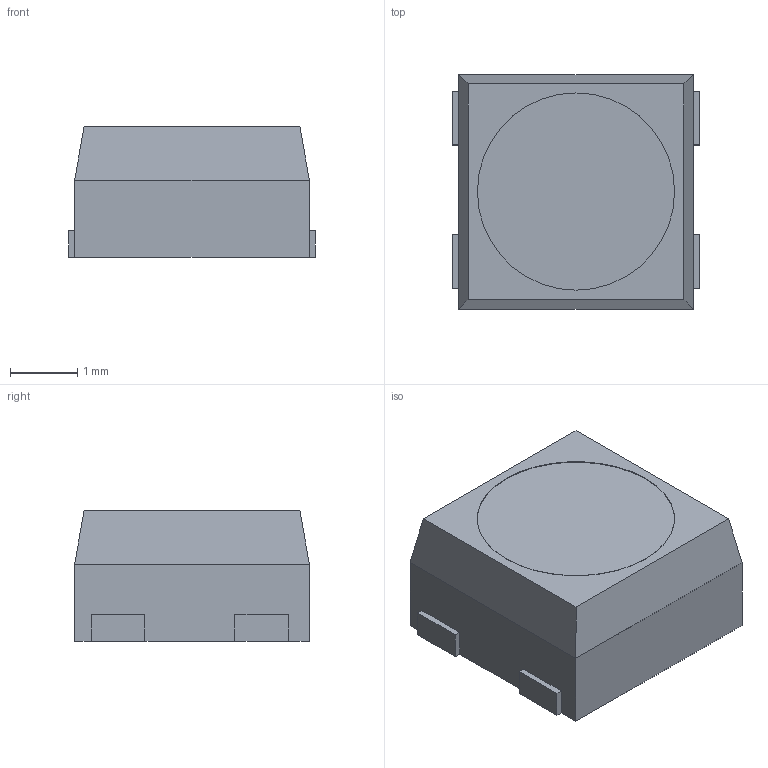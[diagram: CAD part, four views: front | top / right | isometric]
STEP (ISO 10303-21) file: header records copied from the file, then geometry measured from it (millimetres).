
FILE_DESCRIPTION(/* description */ (''),/* implementation_level */ '2;1');
FILE_NAME(/* name */ 'bomba_led v7.step',/* time_stamp */ '2024-01-27T13:51:17+05:30',/* author */ (''),/* organization */ (''),/* preprocessor_version */ 'ST-DEVELOPER v20',/* originating_system */ 'Autodesk Translation Framework v12.14.0.127',/* authorisation */ '');
FILE_SCHEMA (('AUTOMOTIVE_DESIGN { 1 0 10303 214 3 1 1 }'));
Length unit declared in the file: millimetre
Products named in the file (2): bomba_led; tsar_led
Assembly tree (1 placements, depth 2):
  bomba_led
    tsar_led
Bounding box: 3.68 x 3.5 x 1.95 mm (x, y, z)
Volume: 23.2 mm3; surface area: 50.6 mm2
Topology: 1 solids, 1 shells, 28 faces, 71 edges, 46 vertices
Faces by surface type: plane 27, cylinder 1
Full cylindrical faces by diameter (mm): 2.94 x1
Entity records: 921 total; most frequent: CARTESIAN_POINT 148, ORIENTED_EDGE 142, DIRECTION 135, EDGE_CURVE 71, LINE 69, VECTOR 69, VERTEX_POINT 46, AXIS2_PLACEMENT_3D 33
